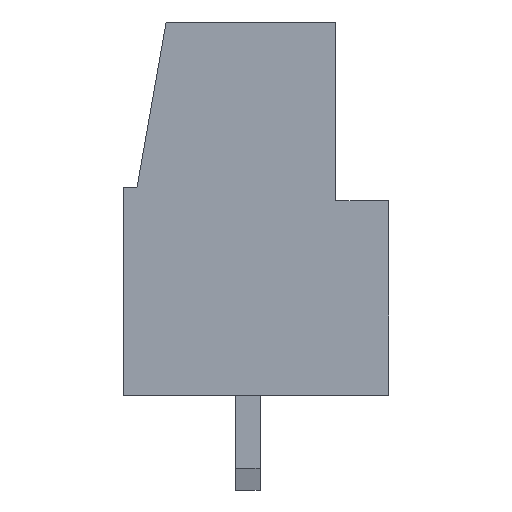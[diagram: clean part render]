
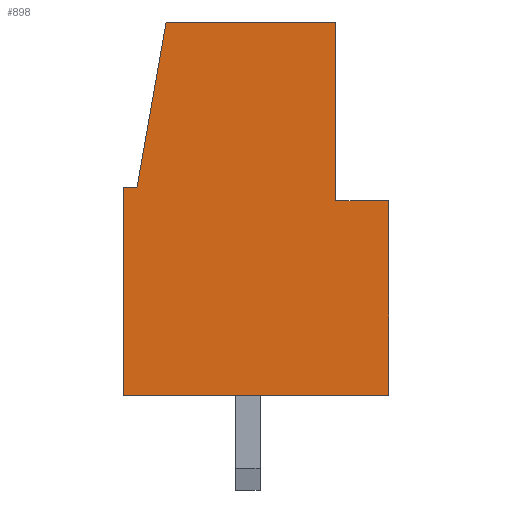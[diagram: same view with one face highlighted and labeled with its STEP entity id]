
A CAD part, left-side view. The second image highlights one B-rep face of the part: STEP entity #898.
In plain terms, the highlighted planar face has unit normal (-1, 0, 0).
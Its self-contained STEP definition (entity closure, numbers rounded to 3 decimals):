
#898 = ADVANCED_FACE( '', ( #1792 ), #1793, .T. );
#1792 = FACE_OUTER_BOUND( '', #2674, .T. );
#1793 = PLANE( '', #2675 );
#2674 = EDGE_LOOP( '', ( #5177, #5178, #5179, #5180, #5181, #5182, #5183, #5184 ) );
#2675 = AXIS2_PLACEMENT_3D( '', #5185, #5186, #5187 );
#5177 = ORIENTED_EDGE( '', *, *, #5996, .T. );
#5178 = ORIENTED_EDGE( '', *, *, #6104, .T. );
#5179 = ORIENTED_EDGE( '', *, *, #5433, .F. );
#5180 = ORIENTED_EDGE( '', *, *, #5636, .T. );
#5181 = ORIENTED_EDGE( '', *, *, #6222, .T. );
#5182 = ORIENTED_EDGE( '', *, *, #5729, .T. );
#5183 = ORIENTED_EDGE( '', *, *, #6036, .T. );
#5184 = ORIENTED_EDGE( '', *, *, #5406, .T. );
#5185 = CARTESIAN_POINT( '', ( -2.5, 0., 0. ) );
#5186 = DIRECTION( '', ( -1., 0., 0. ) );
#5187 = DIRECTION( '', ( 0., 0., 1. ) );
#5406 = EDGE_CURVE( '', #6498, #6496, #6499, .T. );
#5433 = EDGE_CURVE( '', #6545, #6547, #6548, .T. );
#5636 = EDGE_CURVE( '', #6545, #6887, #6889, .T. );
#5729 = EDGE_CURVE( '', #7044, #7042, #7045, .T. );
#5996 = EDGE_CURVE( '', #6496, #7438, #7440, .T. );
#6036 = EDGE_CURVE( '', #7042, #6498, #7488, .T. );
#6104 = EDGE_CURVE( '', #7438, #6547, #7566, .T. );
#6222 = EDGE_CURVE( '', #6887, #7044, #7705, .T. );
#6496 = VERTEX_POINT( '', #8059 );
#6498 = VERTEX_POINT( '', #8062 );
#6499 = LINE( '', #8063, #8064 );
#6545 = VERTEX_POINT( '', #8131 );
#6547 = VERTEX_POINT( '', #8134 );
#6548 = LINE( '', #8135, #8136 );
#6887 = VERTEX_POINT( '', #8634 );
#6889 = LINE( '', #8637, #8638 );
#7042 = VERTEX_POINT( '', #8854 );
#7044 = VERTEX_POINT( '', #8857 );
#7045 = LINE( '', #8858, #8859 );
#7438 = VERTEX_POINT( '', #9448 );
#7440 = LINE( '', #9451, #9452 );
#7488 = LINE( '', #9523, #9524 );
#7566 = LINE( '', #9641, #9642 );
#7705 = LINE( '', #9854, #9855 );
#8059 = CARTESIAN_POINT( '', ( -2.5, 0., 0. ) );
#8062 = CARTESIAN_POINT( '', ( -2.5, 0., 7.7 ) );
#8063 = CARTESIAN_POINT( '', ( -2.5, 0., 7.7 ) );
#8064 = VECTOR( '', #10063, 1000. );
#8131 = CARTESIAN_POINT( '', ( -2.5, -7.85, 7.2 ) );
#8134 = CARTESIAN_POINT( '', ( -2.5, -9.8, 7.2 ) );
#8135 = CARTESIAN_POINT( '', ( -2.5, -7.85, 7.2 ) );
#8136 = VECTOR( '', #10086, 1000. );
#8634 = CARTESIAN_POINT( '', ( -2.5, -7.85, 13.8 ) );
#8637 = CARTESIAN_POINT( '', ( -2.5, -7.85, 7.2 ) );
#8638 = VECTOR( '', #10265, 1000. );
#8854 = CARTESIAN_POINT( '', ( -2.5, -0.5, 7.7 ) );
#8857 = CARTESIAN_POINT( '', ( -2.5, -1.576, 13.8 ) );
#8858 = CARTESIAN_POINT( '', ( -2.5, -1.576, 13.8 ) );
#8859 = VECTOR( '', #10366, 1000. );
#9448 = CARTESIAN_POINT( '', ( -2.5, -9.8, 0. ) );
#9451 = CARTESIAN_POINT( '', ( -2.5, 0., 0. ) );
#9452 = VECTOR( '', #10594, 1000. );
#9523 = CARTESIAN_POINT( '', ( -2.5, -0.5, 7.7 ) );
#9524 = VECTOR( '', #10627, 1000. );
#9641 = CARTESIAN_POINT( '', ( -2.5, -9.8, 0. ) );
#9642 = VECTOR( '', #10667, 1000. );
#9854 = CARTESIAN_POINT( '', ( -2.5, -7.85, 13.8 ) );
#9855 = VECTOR( '', #10750, 1000. );
#10063 = DIRECTION( '', ( 0., 0., -1. ) );
#10086 = DIRECTION( '', ( 0., -1., 0. ) );
#10265 = DIRECTION( '', ( 0., 0., 1. ) );
#10366 = DIRECTION( '', ( 0., 0.174, -0.985 ) );
#10594 = DIRECTION( '', ( 0., -1., 0. ) );
#10627 = DIRECTION( '', ( 0., 1., 0. ) );
#10667 = DIRECTION( '', ( 0., 0., 1. ) );
#10750 = DIRECTION( '', ( 0., 1., 0. ) );
